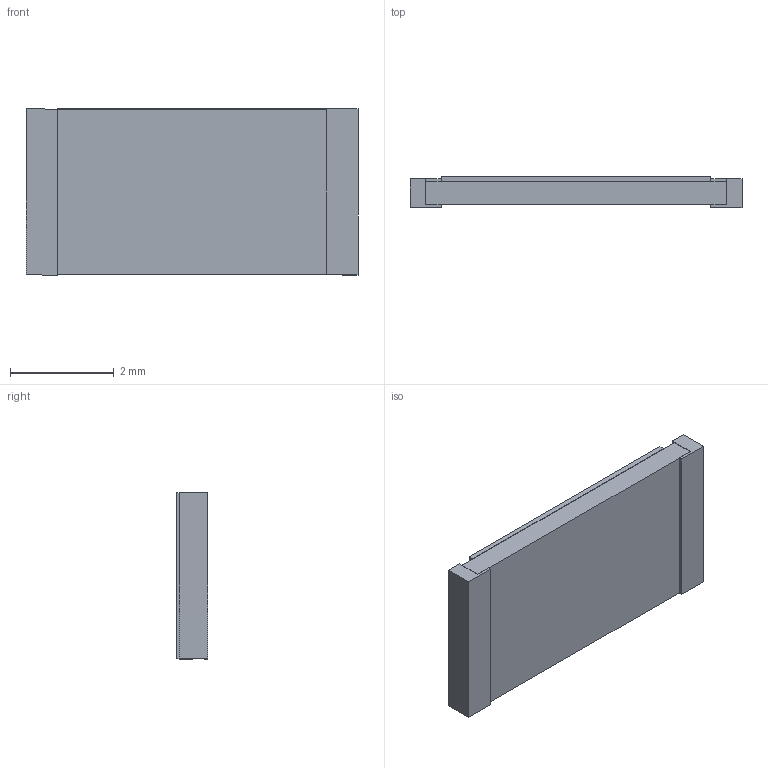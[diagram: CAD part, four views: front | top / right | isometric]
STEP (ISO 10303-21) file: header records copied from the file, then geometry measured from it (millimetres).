
FILE_DESCRIPTION (( 'STEP AP214' ), '1' );
FILE_NAME ('RES6432_2512.STEP', '2019-01-04T17:09:01', ( '' ), ( '' ), 'SwSTEP 2.0', 'SolidWorks 2017', '' );
FILE_SCHEMA (( 'AUTOMOTIVE_DESIGN' ));
Length unit declared in the file: millimetre
Products named in the file (1): RES6432_2512
Bounding box: 6.4 x 0.6 x 3.2 mm (x, y, z)
Volume: 10.9 mm3; surface area: 52.3 mm2
Topology: 1 solids, 1 shells, 91 faces, 247 edges, 162 vertices
Faces by surface type: plane 62, bspline 29
Entity records: 4762 total; most frequent: CARTESIAN_POINT 2250, ORIENTED_EDGE 494, DIRECTION 315, EDGE_CURVE 247, VECTOR 189, LINE 189, VERTEX_POINT 162, EDGE_LOOP 95
